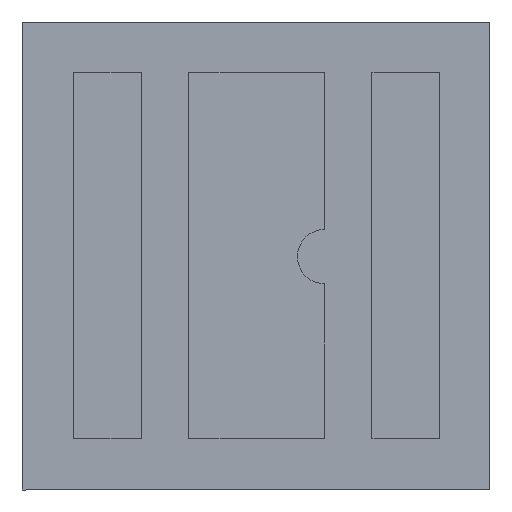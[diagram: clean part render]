
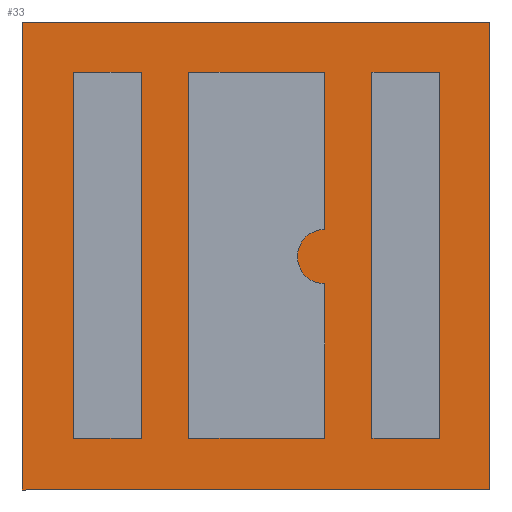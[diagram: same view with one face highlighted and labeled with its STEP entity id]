
A CAD part, front view. The second image highlights one B-rep face of the part: STEP entity #33.
In plain terms, the highlighted face is planar.
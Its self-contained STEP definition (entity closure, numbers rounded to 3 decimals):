
#2 = FACE_BOUND ( 'NONE', #946, .T. ) ;
#11 = ORIENTED_EDGE ( 'NONE', *, *, #701, .T. ) ;
#16 = VERTEX_POINT ( 'NONE', #852 ) ;
#21 = DIRECTION ( 'NONE',  ( 1., 0., 0. ) ) ;
#32 = EDGE_LOOP ( 'NONE', ( #386, #791, #606, #863 ) ) ;
#33 = ADVANCED_FACE ( 'NONE', ( #96, #2, #532, #762 ), #608, .T. ) ;
#34 = VECTOR ( 'NONE', #519, 1000. ) ;
#49 = CARTESIAN_POINT ( 'NONE',  ( 1.355, -1.355, -0.7 ) ) ;
#57 = VECTOR ( 'NONE', #692, 1000. ) ;
#62 = VERTEX_POINT ( 'NONE', #107 ) ;
#67 = CARTESIAN_POINT ( 'NONE',  ( -1.345, 0., -0.7 ) ) ;
#72 = DIRECTION ( 'NONE',  ( 0., 1., 0. ) ) ;
#90 = CARTESIAN_POINT ( 'NONE',  ( 0., 1.345, -0.7 ) ) ;
#96 = FACE_OUTER_BOUND ( 'NONE', #32, .T. ) ;
#104 = VECTOR ( 'NONE', #382, 1000. ) ;
#105 = VERTEX_POINT ( 'NONE', #49 ) ;
#107 = CARTESIAN_POINT ( 'NONE',  ( -1.725, 1.725, -0.7 ) ) ;
#112 = DIRECTION ( 'NONE',  ( 0., 0., -1. ) ) ;
#119 = LINE ( 'NONE', #433, #739 ) ;
#144 = LINE ( 'NONE', #181, #459 ) ;
#145 = CARTESIAN_POINT ( 'NONE',  ( 0., 1.345, -0.7 ) ) ;
#153 = LINE ( 'NONE', #895, #804 ) ;
#154 = EDGE_CURVE ( 'NONE', #16, #168, #299, .T. ) ;
#156 = LINE ( 'NONE', #232, #879 ) ;
#159 = VECTOR ( 'NONE', #605, 1000. ) ;
#164 = VERTEX_POINT ( 'NONE', #892 ) ;
#167 = EDGE_CURVE ( 'NONE', #105, #855, #517, .T. ) ;
#168 = VERTEX_POINT ( 'NONE', #896 ) ;
#181 = CARTESIAN_POINT ( 'NONE',  ( 0.855, 0., -0.7 ) ) ;
#191 = EDGE_CURVE ( 'NONE', #636, #62, #119, .T. ) ;
#206 = CARTESIAN_POINT ( 'NONE',  ( -1.345, 1.345, -0.7 ) ) ;
#232 = CARTESIAN_POINT ( 'NONE',  ( 0., 1.725, -0.7 ) ) ;
#245 = DIRECTION ( 'NONE',  ( -1., 0., 0. ) ) ;
#262 = ORIENTED_EDGE ( 'NONE', *, *, #975, .T. ) ;
#299 = LINE ( 'NONE', #372, #531 ) ;
#308 = ORIENTED_EDGE ( 'NONE', *, *, #655, .T. ) ;
#312 = CARTESIAN_POINT ( 'NONE',  ( -0.495, 0., -0.7 ) ) ;
#317 = DIRECTION ( 'NONE',  ( 0., 0., -1. ) ) ;
#320 = EDGE_CURVE ( 'NONE', #553, #921, #153, .T. ) ;
#331 = LINE ( 'NONE', #90, #805 ) ;
#335 = VECTOR ( 'NONE', #912, 1000. ) ;
#341 = LINE ( 'NONE', #652, #817 ) ;
#347 = VERTEX_POINT ( 'NONE', #819 ) ;
#372 = CARTESIAN_POINT ( 'NONE',  ( -0.845, 0., -0.7 ) ) ;
#374 = DIRECTION ( 'NONE',  ( 0., -1., 0. ) ) ;
#375 = ORIENTED_EDGE ( 'NONE', *, *, #154, .T. ) ;
#382 = DIRECTION ( 'NONE',  ( -1., 0., 0. ) ) ;
#383 = CARTESIAN_POINT ( 'NONE',  ( 0., -1.355, -0.7 ) ) ;
#385 = VECTOR ( 'NONE', #21, 1000. ) ;
#386 = ORIENTED_EDGE ( 'NONE', *, *, #903, .T. ) ;
#395 = ORIENTED_EDGE ( 'NONE', *, *, #167, .T. ) ;
#412 = DIRECTION ( 'NONE',  ( 0., -1., 0. ) ) ;
#421 = DIRECTION ( 'NONE',  ( -1., 0., 0. ) ) ;
#422 = CARTESIAN_POINT ( 'NONE',  ( -0.495, 1.345, -0.7 ) ) ;
#433 = CARTESIAN_POINT ( 'NONE',  ( -1.725, 0., -0.7 ) ) ;
#442 = DIRECTION ( 'NONE',  ( 0., 1., 0. ) ) ;
#444 = ORIENTED_EDGE ( 'NONE', *, *, #617, .T. ) ;
#449 = VECTOR ( 'NONE', #457, 1000. ) ;
#450 = CARTESIAN_POINT ( 'NONE',  ( 1.355, 1.345, -0.7 ) ) ;
#457 = DIRECTION ( 'NONE',  ( -1., 0., 0. ) ) ;
#459 = VECTOR ( 'NONE', #552, 1000. ) ;
#461 = CARTESIAN_POINT ( 'NONE',  ( 0., 1.345, -0.7 ) ) ;
#462 = CARTESIAN_POINT ( 'NONE',  ( 0.855, -1.355, -0.7 ) ) ;
#467 = DIRECTION ( 'NONE',  ( 1., 0., 0. ) ) ;
#470 = VERTEX_POINT ( 'NONE', #206 ) ;
#495 = CARTESIAN_POINT ( 'NONE',  ( 0., 0., -0.7 ) ) ;
#509 = DIRECTION ( 'NONE',  ( 0., 1., 0. ) ) ;
#510 = VECTOR ( 'NONE', #72, 1000. ) ;
#517 = LINE ( 'NONE', #902, #34 ) ;
#519 = DIRECTION ( 'NONE',  ( 0., 1., 0. ) ) ;
#529 = CARTESIAN_POINT ( 'NONE',  ( 1.725, 1.725, -0.7 ) ) ;
#531 = VECTOR ( 'NONE', #442, 1000. ) ;
#532 = FACE_BOUND ( 'NONE', #822, .T. ) ;
#533 = CARTESIAN_POINT ( 'NONE',  ( 0.505, -1.355, -0.7 ) ) ;
#540 = DIRECTION ( 'NONE',  ( 1., 0., 0. ) ) ;
#548 = AXIS2_PLACEMENT_3D ( 'NONE', #840, #317, #374 ) ;
#549 = ORIENTED_EDGE ( 'NONE', *, *, #928, .T. ) ;
#552 = DIRECTION ( 'NONE',  ( 0., -1., 0. ) ) ;
#553 = VERTEX_POINT ( 'NONE', #951 ) ;
#557 = CARTESIAN_POINT ( 'NONE',  ( 0., -1.355, -0.7 ) ) ;
#584 = VECTOR ( 'NONE', #540, 1000. ) ;
#605 = DIRECTION ( 'NONE',  ( -1., 0., 0. ) ) ;
#606 = ORIENTED_EDGE ( 'NONE', *, *, #191, .T. ) ;
#608 = PLANE ( 'NONE',  #832 ) ;
#611 = VERTEX_POINT ( 'NONE', #533 ) ;
#617 = EDGE_CURVE ( 'NONE', #168, #470, #991, .T. ) ;
#633 = CARTESIAN_POINT ( 'NONE',  ( 0., -1.355, -0.7 ) ) ;
#634 = ORIENTED_EDGE ( 'NONE', *, *, #320, .T. ) ;
#636 = VERTEX_POINT ( 'NONE', #835 ) ;
#641 = ORIENTED_EDGE ( 'NONE', *, *, #658, .T. ) ;
#644 = LINE ( 'NONE', #557, #385 ) ;
#652 = CARTESIAN_POINT ( 'NONE',  ( 1.725, 0., -0.7 ) ) ;
#655 = EDGE_CURVE ( 'NONE', #470, #950, #757, .T. ) ;
#658 = EDGE_CURVE ( 'NONE', #611, #771, #907, .T. ) ;
#667 = CIRCLE ( 'NONE', #548, 0.2 ) ;
#680 = DIRECTION ( 'NONE',  ( 0., 1., 0. ) ) ;
#681 = VERTEX_POINT ( 'NONE', #828 ) ;
#682 = CARTESIAN_POINT ( 'NONE',  ( 0.505, 0., -0.7 ) ) ;
#683 = LINE ( 'NONE', #992, #159 ) ;
#692 = DIRECTION ( 'NONE',  ( 0., -1., 0. ) ) ;
#699 = EDGE_LOOP ( 'NONE', ( #942, #857, #641, #797, #634, #925 ) ) ;
#701 = EDGE_CURVE ( 'NONE', #164, #792, #144, .T. ) ;
#707 = VERTEX_POINT ( 'NONE', #529 ) ;
#723 = DIRECTION ( 'NONE',  ( 1., 0., 0. ) ) ;
#725 = EDGE_CURVE ( 'NONE', #347, #611, #904, .T. ) ;
#739 = VECTOR ( 'NONE', #509, 1000. ) ;
#746 = VECTOR ( 'NONE', #723, 1000. ) ;
#750 = LINE ( 'NONE', #145, #449 ) ;
#757 = LINE ( 'NONE', #67, #335 ) ;
#758 = CARTESIAN_POINT ( 'NONE',  ( 0.505, -0.196, -0.7 ) ) ;
#762 = FACE_BOUND ( 'NONE', #699, .T. ) ;
#771 = VERTEX_POINT ( 'NONE', #758 ) ;
#774 = EDGE_CURVE ( 'NONE', #771, #553, #667, .T. ) ;
#779 = CARTESIAN_POINT ( 'NONE',  ( 0.505, 1.345, -0.7 ) ) ;
#781 = EDGE_CURVE ( 'NONE', #62, #707, #156, .T. ) ;
#791 = ORIENTED_EDGE ( 'NONE', *, *, #883, .T. ) ;
#792 = VERTEX_POINT ( 'NONE', #462 ) ;
#797 = ORIENTED_EDGE ( 'NONE', *, *, #774, .T. ) ;
#804 = VECTOR ( 'NONE', #680, 1000. ) ;
#805 = VECTOR ( 'NONE', #245, 1000. ) ;
#817 = VECTOR ( 'NONE', #412, 1000. ) ;
#819 = CARTESIAN_POINT ( 'NONE',  ( -0.495, -1.355, -0.7 ) ) ;
#822 = EDGE_LOOP ( 'NONE', ( #549, #375, #444, #308 ) ) ;
#828 = CARTESIAN_POINT ( 'NONE',  ( 1.725, -1.725, -0.7 ) ) ;
#832 = AXIS2_PLACEMENT_3D ( 'NONE', #495, #112, #421 ) ;
#835 = CARTESIAN_POINT ( 'NONE',  ( -1.725, -1.725, -0.7 ) ) ;
#840 = CARTESIAN_POINT ( 'NONE',  ( 0.505, 0.004, -0.7 ) ) ;
#841 = ORIENTED_EDGE ( 'NONE', *, *, #876, .T. ) ;
#844 = EDGE_CURVE ( 'NONE', #923, #347, #847, .T. ) ;
#847 = LINE ( 'NONE', #312, #57 ) ;
#852 = CARTESIAN_POINT ( 'NONE',  ( -0.845, -1.355, -0.7 ) ) ;
#855 = VERTEX_POINT ( 'NONE', #450 ) ;
#857 = ORIENTED_EDGE ( 'NONE', *, *, #725, .T. ) ;
#863 = ORIENTED_EDGE ( 'NONE', *, *, #781, .T. ) ;
#876 = EDGE_CURVE ( 'NONE', #855, #164, #750, .T. ) ;
#879 = VECTOR ( 'NONE', #467, 1000. ) ;
#883 = EDGE_CURVE ( 'NONE', #681, #636, #683, .T. ) ;
#892 = CARTESIAN_POINT ( 'NONE',  ( 0.855, 1.345, -0.7 ) ) ;
#895 = CARTESIAN_POINT ( 'NONE',  ( 0.505, 0., -0.7 ) ) ;
#896 = CARTESIAN_POINT ( 'NONE',  ( -0.845, 1.345, -0.7 ) ) ;
#902 = CARTESIAN_POINT ( 'NONE',  ( 1.355, 0., -0.7 ) ) ;
#903 = EDGE_CURVE ( 'NONE', #707, #681, #341, .T. ) ;
#904 = LINE ( 'NONE', #383, #584 ) ;
#907 = LINE ( 'NONE', #682, #510 ) ;
#912 = DIRECTION ( 'NONE',  ( 0., -1., 0. ) ) ;
#921 = VERTEX_POINT ( 'NONE', #779 ) ;
#923 = VERTEX_POINT ( 'NONE', #422 ) ;
#925 = ORIENTED_EDGE ( 'NONE', *, *, #936, .T. ) ;
#928 = EDGE_CURVE ( 'NONE', #950, #16, #644, .T. ) ;
#936 = EDGE_CURVE ( 'NONE', #921, #923, #331, .T. ) ;
#942 = ORIENTED_EDGE ( 'NONE', *, *, #844, .T. ) ;
#944 = CARTESIAN_POINT ( 'NONE',  ( -1.345, -1.355, -0.7 ) ) ;
#946 = EDGE_LOOP ( 'NONE', ( #262, #395, #841, #11 ) ) ;
#949 = LINE ( 'NONE', #633, #746 ) ;
#950 = VERTEX_POINT ( 'NONE', #944 ) ;
#951 = CARTESIAN_POINT ( 'NONE',  ( 0.505, 0.204, -0.7 ) ) ;
#975 = EDGE_CURVE ( 'NONE', #792, #105, #949, .T. ) ;
#991 = LINE ( 'NONE', #461, #104 ) ;
#992 = CARTESIAN_POINT ( 'NONE',  ( 0., -1.725, -0.7 ) ) ;
